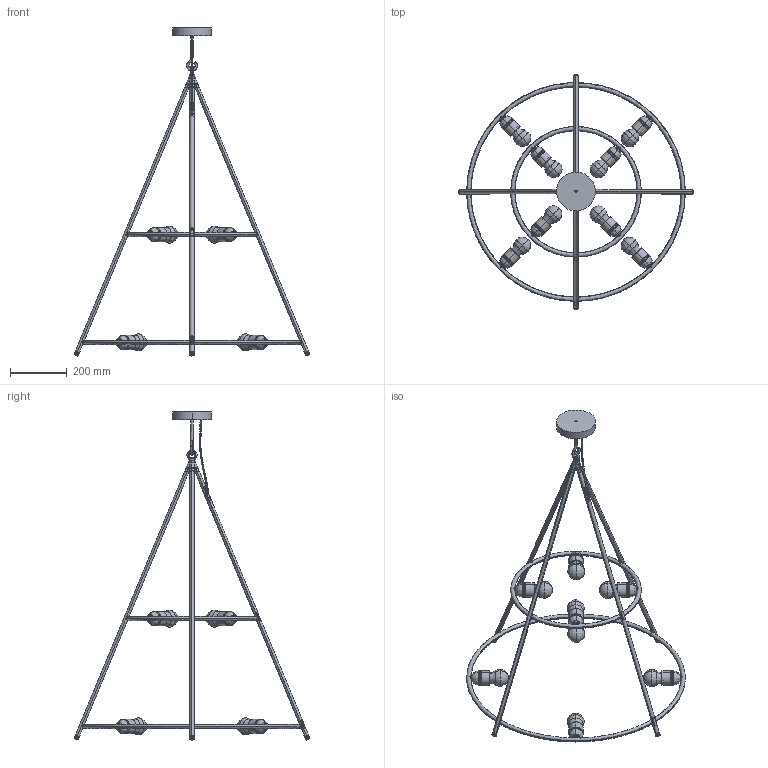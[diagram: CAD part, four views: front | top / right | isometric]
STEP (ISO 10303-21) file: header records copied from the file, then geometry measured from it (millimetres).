
FILE_DESCRIPTION(/* description */ (''),/* implementation_level */ '2;1');
FILE_NAME(/* name */ 'EL PORIS 80 CELING 2',/* time_stamp */ '2024-03-22T17:24:49+01:00',/* author */ (''),/* organization */ (''),/* preprocessor_version */ 'ST-DEVELOPER v16.5',/* originating_system */ 'Rhino 7.36',/* authorisation */ '');
FILE_SCHEMA (('AUTOMOTIVE_DESIGN'));
Products named in the file (43): Document; Blocco 01; Blocco 02; Blocco 04; Blocco 06; Blocco 07; Blocco 08; Blocco 09; Blocco 10; Blocco 12; Blocco 13; Blocco 15; Blocco 21; Blocco 27; Blocco 28; Blocco 31; Blocco 34; Blocco 35; Blocco 36; Blocco 42; Blocco 43; Blocco 46; Blocco 49; Blocco 50; Blocco 51; Blocco 55; Blocco 56; Blocco 57; Blocco 58; Blocco 65; Blocco 67; Blocco 83; Blocco 84; Blocco 85; Blocco 90; Blocco 91; Blocco 94; Blocco 95; Blocco 102; Blocco 104 ...
Assembly tree (42 placements, depth 2):
  Document
    Blocco 01
    Blocco 02
    Blocco 04
    Blocco 06
    Blocco 07
    Blocco 08
    Blocco 09
    Blocco 10
    Blocco 12
    Blocco 13
    Blocco 15
    Blocco 21
    Blocco 27
    Blocco 28
    Blocco 31
    Blocco 34
    Blocco 35
    Blocco 36
    Blocco 42
    Blocco 43
    Blocco 46
    Blocco 49
    Blocco 50
    Blocco 51
    Blocco 55
    Blocco 56
    Blocco 57
    Blocco 58
    Blocco 65
    Blocco 67
    Blocco 83
    Blocco 84
    Blocco 85
    Blocco 90
    Blocco 91
    Blocco 94
    Blocco 95
    Blocco 102
    Blocco 104
    Blocco 105
    Blocco 106
    Blocco 64
Bounding box: 830.25 x 830.38 x 1155.08 mm (x, y, z)
Volume: 648580.5 mm3; surface area: 1062735.6 mm2
Topology: 25 solids, 1123 shells, 1800 faces, 7539 edges, 6772 vertices
Faces by surface type: cylinder 619, plane 602, bspline 579
Entity records: 143544 total; most frequent: CARTESIAN_POINT 102019, ORIENTED_EDGE 8998, EDGE_CURVE 7372, VERTEX_POINT 6738, B_SPLINE_CURVE_WITH_KNOTS 4308, EDGE_LOOP 1996, ADVANCED_FACE 1800, FACE_OUTER_BOUND 1800
